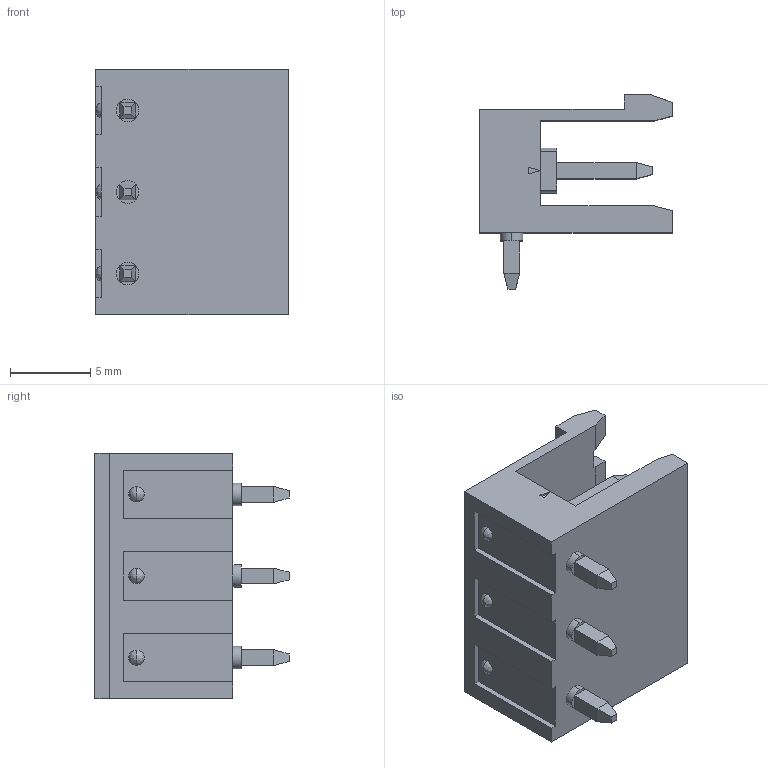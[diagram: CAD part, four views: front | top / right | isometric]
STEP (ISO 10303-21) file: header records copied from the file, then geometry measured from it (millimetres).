
FILE_DESCRIPTION (( 'STEP AP214' ), '1' );
FILE_NAME ('User Library-MSTB 2,5-3-G-5,08 1759020.STEP', '2017-04-23T08:28:16', ( 'Windows User' ), ( '' ), 'SwSTEP 2.0', 'SolidWorks 2017', '' );
FILE_SCHEMA (( 'AUTOMOTIVE_DESIGN' ));
Length unit declared in the file: millimetre
Products named in the file (2): User Library-MSTB 2,5-3-G-5,08 1759020; User Library-MSTB 2,5-3-G-5,08 1759020_mstb_2.5-3-g-5.08
Assembly tree (1 placements, depth 2):
  User Library-MSTB 2,5-3-G-5,08 1759020
    User Library-MSTB 2,5-3-G-5,08 1759020_mstb_2.5-3-g-5.08
Bounding box: 12 x 12.1 x 15.24 mm (x, y, z)
Volume: 732.7 mm3; surface area: 1120.9 mm2
Topology: 1 solids, 1 shells, 200 faces, 486 edges, 303 vertices
Faces by surface type: plane 155, cylinder 36, bspline 6, cone 3
Entity records: 8053 total; most frequent: CARTESIAN_POINT 1095, DIRECTION 969, ORIENTED_EDGE 960, EDGE_CURVE 480, LINE 375, VECTOR 375, VERTEX_POINT 303, AXIS2_PLACEMENT_3D 297
